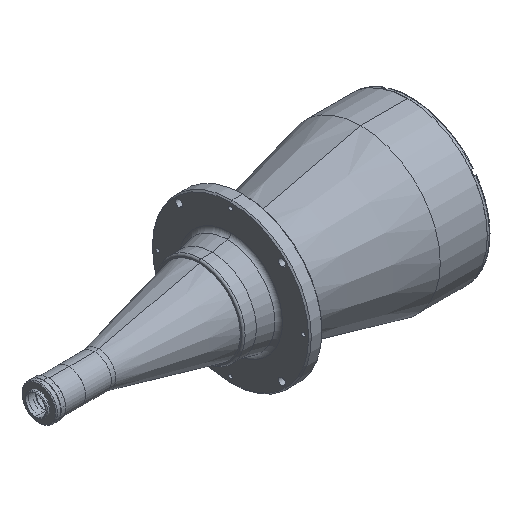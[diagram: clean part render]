
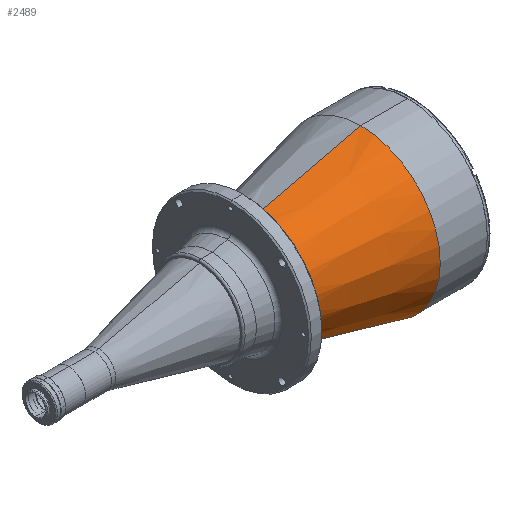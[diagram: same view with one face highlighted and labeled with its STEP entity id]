
A CAD part, isometric view. The second image highlights one B-rep face of the part: STEP entity #2489.
In plain terms, the highlighted conical face has half-angle 13.358 degrees and reference radius 50 mm.
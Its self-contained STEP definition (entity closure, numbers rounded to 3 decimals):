
#83 = CARTESIAN_POINT ( 'NONE',  ( 214.16, 0., -50. ) ) ;
#150 = CARTESIAN_POINT ( 'NONE',  ( 382.606, 0., -90. ) ) ;
#176 = VERTEX_POINT ( 'NONE', #150 ) ;
#455 = VECTOR ( 'NONE', #2053, 1000. ) ;
#688 = ORIENTED_EDGE ( 'NONE', *, *, #2428, .F. ) ;
#806 = DIRECTION ( 'NONE',  ( -1., 0., 0. ) ) ;
#1083 = LINE ( 'NONE', #83, #6690 ) ;
#1445 = CARTESIAN_POINT ( 'NONE',  ( 256.08, 0., 59.954 ) ) ;
#1448 = VERTEX_POINT ( 'NONE', #1445 ) ;
#1900 = LINE ( 'NONE', #5297, #455 ) ;
#2053 = DIRECTION ( 'NONE',  ( 0.973, 0., 0.231 ) ) ;
#2140 = DIRECTION ( 'NONE',  ( 0., 0., -1. ) ) ;
#2211 = AXIS2_PLACEMENT_3D ( 'NONE', #4050, #806, #4597 ) ;
#2428 = EDGE_CURVE ( 'NONE', #1448, #6956, #1900, .T. ) ;
#2489 = ADVANCED_FACE ( 'NONE', ( #3148 ), #4676, .T. ) ;
#2634 = CARTESIAN_POINT ( 'NONE',  ( 214.16, 0., 0. ) ) ;
#2708 = CARTESIAN_POINT ( 'NONE',  ( 256.08, 0., -59.954 ) ) ;
#3099 = CARTESIAN_POINT ( 'NONE',  ( 256.08, 0., 0. ) ) ;
#3148 = FACE_OUTER_BOUND ( 'NONE', #7052, .T. ) ;
#3233 = EDGE_CURVE ( 'NONE', #5363, #176, #1083, .T. ) ;
#3652 = DIRECTION ( 'NONE',  ( 0., 0., 1. ) ) ;
#3871 = DIRECTION ( 'NONE',  ( 0.973, 0., -0.231 ) ) ;
#4050 = CARTESIAN_POINT ( 'NONE',  ( 382.606, 0., 0. ) ) ;
#4054 = ORIENTED_EDGE ( 'NONE', *, *, #5653, .T. ) ;
#4239 = DIRECTION ( 'NONE',  ( 1., 0., 0. ) ) ;
#4307 = CIRCLE ( 'NONE', #6017, 59.954 ) ;
#4437 = ORIENTED_EDGE ( 'NONE', *, *, #3233, .T. ) ;
#4597 = DIRECTION ( 'NONE',  ( 0., 0., 1. ) ) ;
#4676 = CONICAL_SURFACE ( 'NONE', #5353, 50., 0.233 ) ;
#4779 = ORIENTED_EDGE ( 'NONE', *, *, #5014, .F. ) ;
#5014 = EDGE_CURVE ( 'NONE', #5363, #1448, #4307, .T. ) ;
#5297 = CARTESIAN_POINT ( 'NONE',  ( 214.16, 0., 50. ) ) ;
#5353 = AXIS2_PLACEMENT_3D ( 'NONE', #2634, #4239, #2140 ) ;
#5363 = VERTEX_POINT ( 'NONE', #2708 ) ;
#5595 = CIRCLE ( 'NONE', #2211, 90. ) ;
#5653 = EDGE_CURVE ( 'NONE', #176, #6956, #5595, .T. ) ;
#6017 = AXIS2_PLACEMENT_3D ( 'NONE', #3099, #6928, #3652 ) ;
#6690 = VECTOR ( 'NONE', #3871, 1000. ) ;
#6800 = CARTESIAN_POINT ( 'NONE',  ( 382.606, 0., 90. ) ) ;
#6928 = DIRECTION ( 'NONE',  ( -1., 0., 0. ) ) ;
#6956 = VERTEX_POINT ( 'NONE', #6800 ) ;
#7052 = EDGE_LOOP ( 'NONE', ( #688, #4779, #4437, #4054 ) ) ;
